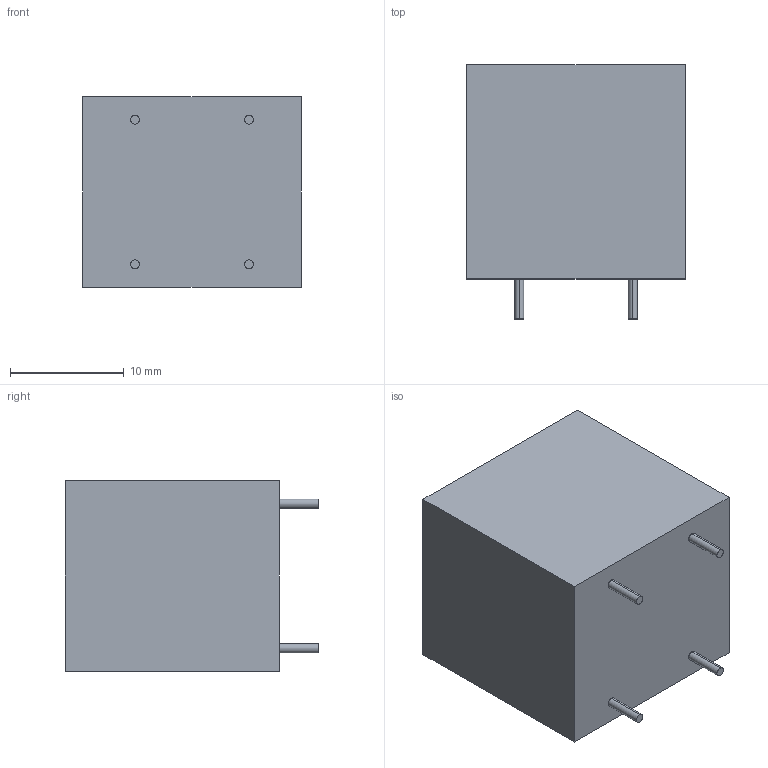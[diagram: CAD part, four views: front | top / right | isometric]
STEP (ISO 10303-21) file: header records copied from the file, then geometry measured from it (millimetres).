
FILE_DESCRIPTION (( 'STEP AP214' ), '1' );
FILE_NAME ('ZMPT101B.STEP', '2021-11-11T04:18:42', ( '' ), ( '' ), 'SwSTEP 2.0', 'SolidWorks 2017', '' );
FILE_SCHEMA (( 'AUTOMOTIVE_DESIGN' ));
Length unit declared in the file: millimetre
Products named in the file (1): ZMPT101B
Bounding box: 19.2 x 22.3 x 16.7 mm (x, y, z)
Volume: 6035.1 mm3; surface area: 2030.3 mm2
Topology: 5 solids, 5 shells, 22 faces, 36 edges, 24 vertices
Faces by surface type: plane 14, cylinder 8
Entity records: 586 total; most frequent: DIRECTION 98, CARTESIAN_POINT 83, ORIENTED_EDGE 72, AXIS2_PLACEMENT_3D 39, EDGE_CURVE 36, VERTEX_POINT 24, FACE_OUTER_BOUND 22, EDGE_LOOP 22
